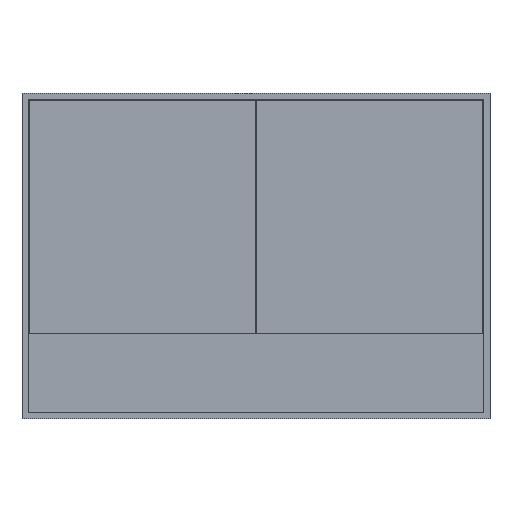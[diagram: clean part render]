
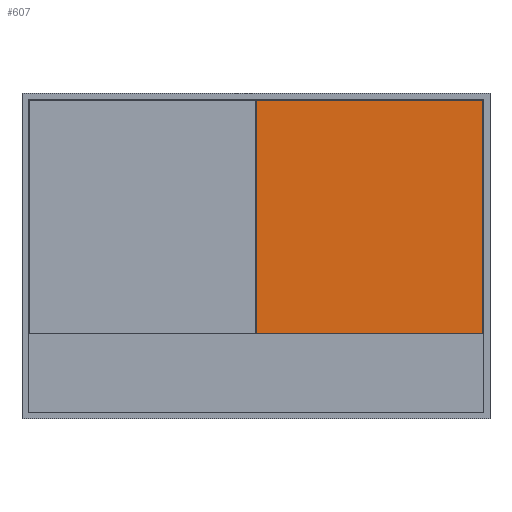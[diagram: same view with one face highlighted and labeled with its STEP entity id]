
A CAD part, top view. The second image highlights one B-rep face of the part: STEP entity #607.
In plain terms, the highlighted planar face has unit normal (0, 0, 1).
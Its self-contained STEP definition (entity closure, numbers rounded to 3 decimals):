
#28 = VECTOR ( 'NONE', #847, 1000. ) ;
#163 = CARTESIAN_POINT ( 'NONE',  ( 1., -199.5, 130. ) ) ;
#165 = VERTEX_POINT ( 'NONE', #163 ) ;
#185 = CARTESIAN_POINT ( 'NONE',  ( 1., 399.5, 130. ) ) ;
#191 = DIRECTION ( 'NONE',  ( -1., 0., 0. ) ) ;
#220 = DIRECTION ( 'NONE',  ( 0., 1., 0. ) ) ;
#233 = ORIENTED_EDGE ( 'NONE', *, *, #667, .T. ) ;
#275 = ORIENTED_EDGE ( 'NONE', *, *, #376, .T. ) ;
#317 = ORIENTED_EDGE ( 'NONE', *, *, #885, .F. ) ;
#322 = VERTEX_POINT ( 'NONE', #519 ) ;
#354 = FACE_OUTER_BOUND ( 'NONE', #600, .T. ) ;
#376 = EDGE_CURVE ( 'NONE', #1042, #911, #495, .T. ) ;
#390 = CARTESIAN_POINT ( 'NONE',  ( 582., -199.5, 130. ) ) ;
#465 = LINE ( 'NONE', #466, #627 ) ;
#466 = CARTESIAN_POINT ( 'NONE',  ( 582., -199.5, 130. ) ) ;
#495 = LINE ( 'NONE', #617, #846 ) ;
#519 = CARTESIAN_POINT ( 'NONE',  ( 582., -199.5, 130. ) ) ;
#565 = DIRECTION ( 'NONE',  ( 1., 0., 0. ) ) ;
#567 = EDGE_CURVE ( 'NONE', #322, #1042, #465, .T. ) ;
#571 = VECTOR ( 'NONE', #565, 1000. ) ;
#572 = CARTESIAN_POINT ( 'NONE',  ( 0., 0., 130. ) ) ;
#580 = DIRECTION ( 'NONE',  ( 1., 0., 0. ) ) ;
#600 = EDGE_LOOP ( 'NONE', ( #317, #233, #615, #275 ) ) ;
#607 = ADVANCED_FACE ( 'NONE', ( #354 ), #1057, .T. ) ;
#615 = ORIENTED_EDGE ( 'NONE', *, *, #567, .T. ) ;
#617 = CARTESIAN_POINT ( 'NONE',  ( 582., 399.5, 130. ) ) ;
#627 = VECTOR ( 'NONE', #220, 1000. ) ;
#663 = DIRECTION ( 'NONE',  ( 0., 0., 1. ) ) ;
#667 = EDGE_CURVE ( 'NONE', #165, #322, #670, .T. ) ;
#670 = LINE ( 'NONE', #390, #571 ) ;
#846 = VECTOR ( 'NONE', #191, 1000. ) ;
#847 = DIRECTION ( 'NONE',  ( 0., 1., 0. ) ) ;
#849 = AXIS2_PLACEMENT_3D ( 'NONE', #572, #663, #580 ) ;
#885 = EDGE_CURVE ( 'NONE', #165, #911, #1034, .T. ) ;
#911 = VERTEX_POINT ( 'NONE', #185 ) ;
#934 = CARTESIAN_POINT ( 'NONE',  ( 1., 399.5, 130. ) ) ;
#1034 = LINE ( 'NONE', #934, #28 ) ;
#1042 = VERTEX_POINT ( 'NONE', #1094 ) ;
#1057 = PLANE ( 'NONE',  #849 ) ;
#1094 = CARTESIAN_POINT ( 'NONE',  ( 582., 399.5, 130. ) ) ;
